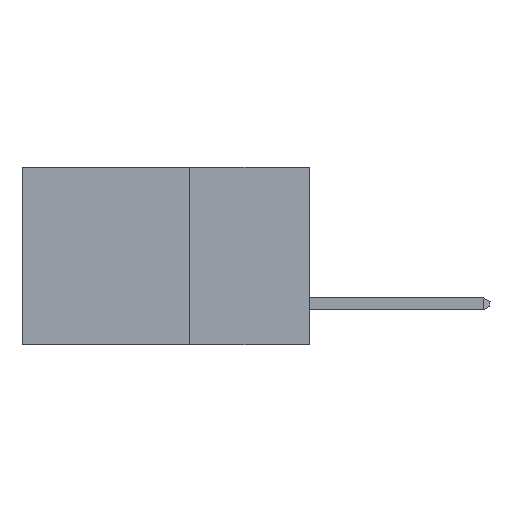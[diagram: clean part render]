
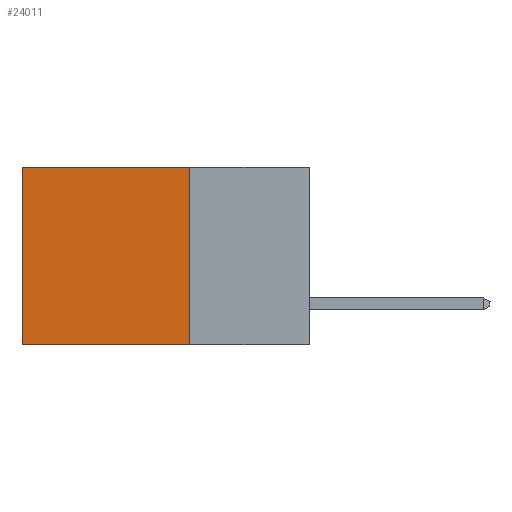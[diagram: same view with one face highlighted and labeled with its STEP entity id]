
A CAD part, left-side view. The second image highlights one B-rep face of the part: STEP entity #24011.
In plain terms, the highlighted planar face has unit normal (-1, 0, 0).
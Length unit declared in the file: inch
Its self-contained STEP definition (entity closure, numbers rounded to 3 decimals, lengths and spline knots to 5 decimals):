
#757 = CARTESIAN_POINT ( 'NONE',  ( 0.2875, 0.25, -0.37 ) ) ;
#2457 = EDGE_CURVE ( 'NONE', #13634, #21131, #10147, .T. ) ;
#2491 = EDGE_CURVE ( 'NONE', #13634, #31076, #22633, .T. ) ;
#3180 = LINE ( 'NONE', #757, #21203 ) ;
#4374 = DIRECTION ( 'NONE',  ( 0., 0., -1. ) ) ;
#4846 = AXIS2_PLACEMENT_3D ( 'NONE', #6631, #7258, #26891 ) ;
#6631 = CARTESIAN_POINT ( 'NONE',  ( 0.2875, 0.25, 0. ) ) ;
#6940 = FACE_OUTER_BOUND ( 'NONE', #22767, .T. ) ;
#7258 = DIRECTION ( 'NONE',  ( 1., 0., 0. ) ) ;
#8204 = DIRECTION ( 'NONE',  ( 0., 0., -1. ) ) ;
#8205 = DIRECTION ( 'NONE',  ( 0., 1., 0. ) ) ;
#8432 = EDGE_CURVE ( 'NONE', #21131, #15313, #31310, .T. ) ;
#9086 = VECTOR ( 'NONE', #8204, 39.37008 ) ;
#9595 = EDGE_CURVE ( 'NONE', #31076, #15313, #3180, .T. ) ;
#9599 = CARTESIAN_POINT ( 'NONE',  ( 0.2875, 0.6, -0.37 ) ) ;
#10147 = LINE ( 'NONE', #25389, #12687 ) ;
#11834 = CARTESIAN_POINT ( 'NONE',  ( 0.2875, 0.6, 0. ) ) ;
#12687 = VECTOR ( 'NONE', #17612, 39.37008 ) ;
#13634 = VERTEX_POINT ( 'NONE', #17564 ) ;
#14563 = CARTESIAN_POINT ( 'NONE',  ( 0.2875, 0.25, -0.37 ) ) ;
#15313 = VERTEX_POINT ( 'NONE', #9599 ) ;
#15769 = ORIENTED_EDGE ( 'NONE', *, *, #8432, .T. ) ;
#16838 = PLANE ( 'NONE',  #4846 ) ;
#17564 = CARTESIAN_POINT ( 'NONE',  ( 0.2875, 0.25, 0. ) ) ;
#17612 = DIRECTION ( 'NONE',  ( 0., 1., 0. ) ) ;
#20950 = VECTOR ( 'NONE', #4374, 39.37008 ) ;
#21131 = VERTEX_POINT ( 'NONE', #27036 ) ;
#21203 = VECTOR ( 'NONE', #8205, 39.37008 ) ;
#22633 = LINE ( 'NONE', #24747, #9086 ) ;
#22767 = EDGE_LOOP ( 'NONE', ( #15769, #29028, #26301, #28571 ) ) ;
#24011 = ADVANCED_FACE ( 'NONE', ( #6940 ), #16838, .F. ) ;
#24747 = CARTESIAN_POINT ( 'NONE',  ( 0.2875, 0.25, 0. ) ) ;
#25389 = CARTESIAN_POINT ( 'NONE',  ( 0.2875, 0.25, 0. ) ) ;
#26301 = ORIENTED_EDGE ( 'NONE', *, *, #2491, .F. ) ;
#26891 = DIRECTION ( 'NONE',  ( 0., 0., -1. ) ) ;
#27036 = CARTESIAN_POINT ( 'NONE',  ( 0.2875, 0.6, 0. ) ) ;
#28571 = ORIENTED_EDGE ( 'NONE', *, *, #2457, .T. ) ;
#29028 = ORIENTED_EDGE ( 'NONE', *, *, #9595, .F. ) ;
#31076 = VERTEX_POINT ( 'NONE', #14563 ) ;
#31310 = LINE ( 'NONE', #11834, #20950 ) ;
